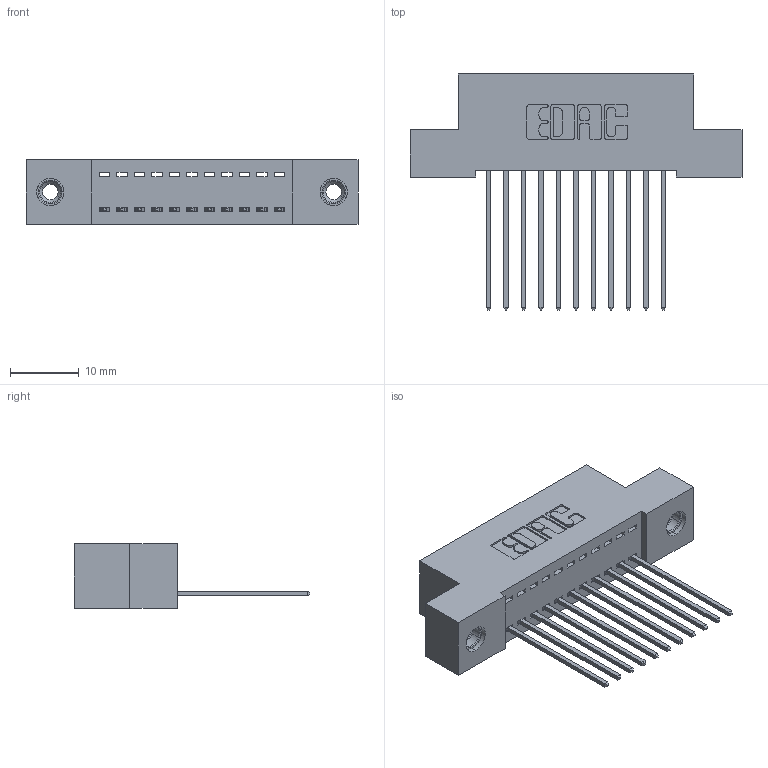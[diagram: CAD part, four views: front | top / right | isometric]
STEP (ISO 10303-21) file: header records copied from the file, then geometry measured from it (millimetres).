
FILE_DESCRIPTION (( 'STEP AP203' ), '1' );
FILE_NAME ('342-011-541-108.STEP', '2019-10-01T15:05:46', ( '' ), ( '' ), 'SwSTEP 2.0', 'SolidWorks 2016', '' );
FILE_SCHEMA (( 'CONFIG_CONTROL_DESIGN' ));
Length unit declared in the file: inch
Products named in the file (4): 342 Part_TI; 345-292-001_345-293-141; 345-250-001_345-250-003-102; 342-011-541-108
Assembly tree (14 placements, depth 2):
  342-011-541-108
    342 Part_TI
    345-292-001_345-293-141  x11
    345-250-001_345-250-003-102  x2
Bounding box: 48.26 x 34.3 x 9.4 mm (x, y, z)
Volume: 4147.9 mm3; surface area: 5736.4 mm2
Topology: 14 solids, 14 shells, 808 faces, 2371 edges, 1558 vertices
Faces by surface type: plane 560, cylinder 232, cone 12, torus 4
Entity records: 11806 total; most frequent: CARTESIAN_POINT 2022, ORIENTED_EDGE 1962, DIRECTION 1801, EDGE_CURVE 981, LINE 833, VECTOR 833, VERTEX_POINT 648, AXIS2_PLACEMENT_3D 484
